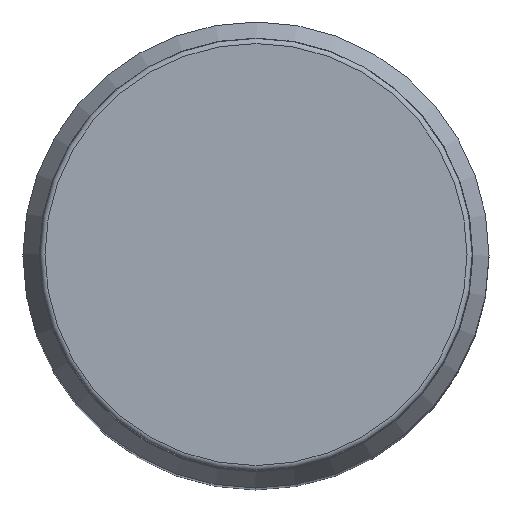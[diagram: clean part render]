
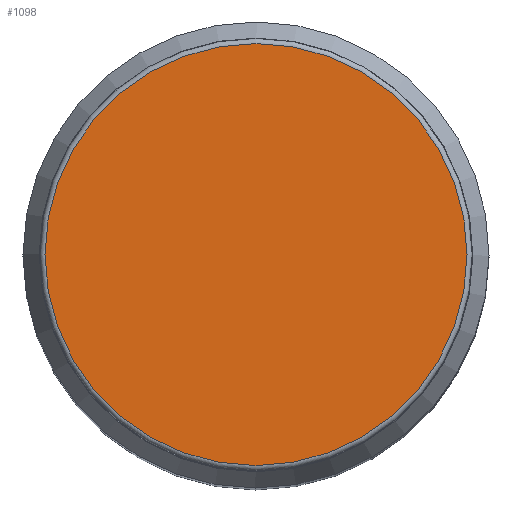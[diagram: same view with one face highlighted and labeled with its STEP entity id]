
A CAD part, top view. The second image highlights one B-rep face of the part: STEP entity #1098.
In plain terms, the highlighted planar face has unit normal (0, 0, 1).
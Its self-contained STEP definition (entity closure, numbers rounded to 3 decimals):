
#37=PLANE('',#1190);
#206=CIRCLE('',#1186,8.15);
#352=FACE_OUTER_BOUND('',#415,.T.);
#415=EDGE_LOOP('',(#801));
#501=VERTEX_POINT('',#1834);
#617=EDGE_CURVE('',#501,#501,#206,.T.);
#801=ORIENTED_EDGE('',*,*,#617,.F.);
#1098=ADVANCED_FACE('',(#352),#37,.F.);
#1186=AXIS2_PLACEMENT_3D('',#1835,#1352,#1353);
#1190=AXIS2_PLACEMENT_3D('',#1841,#1361,#1362);
#1352=DIRECTION('center_axis',(0.,0.,
-1.));
#1353=DIRECTION('ref_axis',(-1.,0.,0.));
#1361=DIRECTION('center_axis',(0.,0.,
-1.));
#1362=DIRECTION('ref_axis',(1.,0.,0.));
#1834=CARTESIAN_POINT('',(34.996,3.836,14.606));
#1835=CARTESIAN_POINT('Origin',(26.846,3.836,14.606));
#1841=CARTESIAN_POINT('Origin',(26.846,3.836,14.606));
